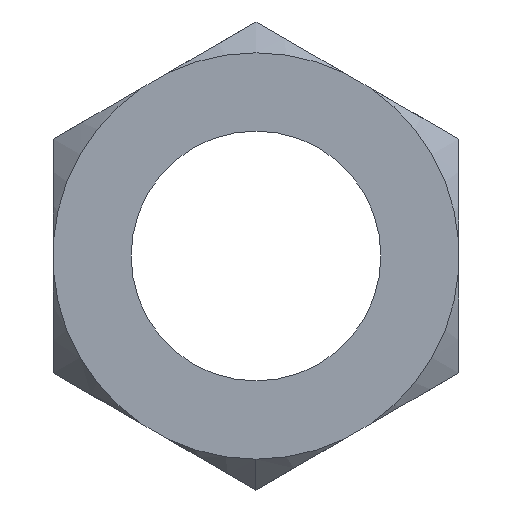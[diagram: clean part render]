
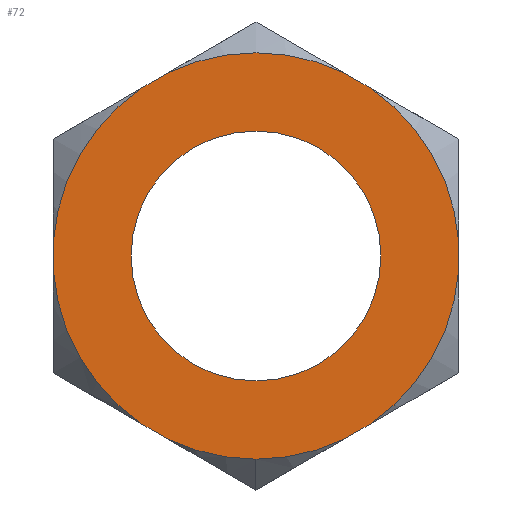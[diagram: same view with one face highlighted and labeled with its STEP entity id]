
A CAD part, front view. The second image highlights one B-rep face of the part: STEP entity #72.
In plain terms, the highlighted planar face has unit normal (0, -1, 0).
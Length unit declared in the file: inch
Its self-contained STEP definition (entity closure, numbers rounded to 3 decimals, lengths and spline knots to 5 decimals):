
#5 = CARTESIAN_POINT ( 'NONE',  ( 0.46875, -0.1875, 0.03426 ) ) ;
#7 = CARTESIAN_POINT ( 'NONE',  ( -0.46875, -0.1875, 0.27063 ) ) ;
#9 = VERTEX_POINT ( 'NONE', #574 ) ;
#11 = CARTESIAN_POINT ( 'NONE',  ( 0.46875, -0.1875, -0.03426 ) ) ;
#14 = DIRECTION ( 'NONE',  ( 0., 0., 1. ) ) ;
#16 = CARTESIAN_POINT ( 'NONE',  ( 0.46875, -0.1875, -0.27063 ) ) ;
#27 = CARTESIAN_POINT ( 'NONE',  ( -0.20471, -0.1875, 0.42308 ) ) ;
#29 = LINE ( 'NONE', #647, #833 ) ;
#33 = LINE ( 'NONE', #16, #877 ) ;
#34 = AXIS2_PLACEMENT_3D ( 'NONE', #682, #224, #765 ) ;
#40 = VERTEX_POINT ( 'NONE', #27 ) ;
#53 = VERTEX_POINT ( 'NONE', #981 ) ;
#60 = DIRECTION ( 'NONE',  ( 0., 0., 1. ) ) ;
#63 = VERTEX_POINT ( 'NONE', #510 ) ;
#67 = EDGE_CURVE ( 'NONE', #970, #304, #528, .T. ) ;
#72 = ADVANCED_FACE ( 'NONE', ( #349, #137 ), #900, .F. ) ;
#73 = CARTESIAN_POINT ( 'NONE',  ( 0., -0.1875, 0. ) ) ;
#85 = AXIS2_PLACEMENT_3D ( 'NONE', #997, #526, #60 ) ;
#93 = CIRCLE ( 'NONE', #575, 0.47 ) ;
#103 = LINE ( 'NONE', #754, #515 ) ;
#118 = LINE ( 'NONE', #7, #550 ) ;
#125 = ORIENTED_EDGE ( 'NONE', *, *, #956, .F. ) ;
#128 = CIRCLE ( 'NONE', #34, 0.47 ) ;
#130 = CARTESIAN_POINT ( 'NONE',  ( 0., -0.1875, 0. ) ) ;
#137 = FACE_OUTER_BOUND ( 'NONE', #348, .T. ) ;
#151 = DIRECTION ( 'NONE',  ( 0., 0., 1. ) ) ;
#154 = CIRCLE ( 'NONE', #486, 0.28905 ) ;
#159 = DIRECTION ( 'NONE',  ( 0., 1., 0. ) ) ;
#166 = CARTESIAN_POINT ( 'NONE',  ( 0.26404, -0.1875, 0.38882 ) ) ;
#183 = CARTESIAN_POINT ( 'NONE',  ( -0.26404, -0.1875, -0.38882 ) ) ;
#187 = VERTEX_POINT ( 'NONE', #311 ) ;
#190 = ORIENTED_EDGE ( 'NONE', *, *, #782, .F. ) ;
#209 = DIRECTION ( 'NONE',  ( 0., 1., 0. ) ) ;
#210 = LINE ( 'NONE', #939, #335 ) ;
#212 = DIRECTION ( 'NONE',  ( 0., 0., 1. ) ) ;
#224 = DIRECTION ( 'NONE',  ( 0., 1., 0. ) ) ;
#226 = EDGE_CURVE ( 'NONE', #255, #350, #257, .T. ) ;
#231 = ORIENTED_EDGE ( 'NONE', *, *, #876, .F. ) ;
#243 = CARTESIAN_POINT ( 'NONE',  ( 0., -0.1875, 0.28905 ) ) ;
#255 = VERTEX_POINT ( 'NONE', #243 ) ;
#257 = CIRCLE ( 'NONE', #696, 0.28905 ) ;
#268 = ORIENTED_EDGE ( 'NONE', *, *, #767, .F. ) ;
#280 = EDGE_CURVE ( 'NONE', #350, #255, #154, .T. ) ;
#288 = DIRECTION ( 'NONE',  ( 0., 1., 0. ) ) ;
#304 = VERTEX_POINT ( 'NONE', #5 ) ;
#308 = VERTEX_POINT ( 'NONE', #558 ) ;
#311 = CARTESIAN_POINT ( 'NONE',  ( 0.26404, -0.1875, -0.38882 ) ) ;
#318 = ORIENTED_EDGE ( 'NONE', *, *, #609, .F. ) ;
#327 = ORIENTED_EDGE ( 'NONE', *, *, #831, .F. ) ;
#335 = VECTOR ( 'NONE', #468, 39.37008 ) ;
#342 = VECTOR ( 'NONE', #610, 39.37008 ) ;
#348 = EDGE_LOOP ( 'NONE', ( #640, #497, #784, #125, #268, #481, #318, #190, #327, #231, #889, #821, #749 ) ) ;
#349 = FACE_BOUND ( 'NONE', #452, .T. ) ;
#350 = VERTEX_POINT ( 'NONE', #411 ) ;
#366 = DIRECTION ( 'NONE',  ( 0., 1., 0. ) ) ;
#383 = EDGE_CURVE ( 'NONE', #304, #968, #29, .T. ) ;
#390 = DIRECTION ( 'NONE',  ( 0., 1., 0. ) ) ;
#402 = DIRECTION ( 'NONE',  ( -0.866, 0., -0.5 ) ) ;
#404 = VERTEX_POINT ( 'NONE', #183 ) ;
#409 = ORIENTED_EDGE ( 'NONE', *, *, #226, .T. ) ;
#411 = CARTESIAN_POINT ( 'NONE',  ( 0., -0.1875, -0.28905 ) ) ;
#413 = CIRCLE ( 'NONE', #945, 0.47 ) ;
#452 = EDGE_LOOP ( 'NONE', ( #409, #711 ) ) ;
#468 = DIRECTION ( 'NONE',  ( 0., 0., 1. ) ) ;
#472 = DIRECTION ( 'NONE',  ( 0., 1., 0. ) ) ;
#481 = ORIENTED_EDGE ( 'NONE', *, *, #930, .F. ) ;
#486 = AXIS2_PLACEMENT_3D ( 'NONE', #949, #472, #14 ) ;
#496 = AXIS2_PLACEMENT_3D ( 'NONE', #130, #673, #212 ) ;
#497 = ORIENTED_EDGE ( 'NONE', *, *, #737, .F. ) ;
#510 = CARTESIAN_POINT ( 'NONE',  ( -0.46875, -0.1875, -0.03426 ) ) ;
#515 = VECTOR ( 'NONE', #984, 39.37008 ) ;
#526 = DIRECTION ( 'NONE',  ( 0., 1., 0. ) ) ;
#528 = CIRCLE ( 'NONE', #823, 0.47 ) ;
#532 = CARTESIAN_POINT ( 'NONE',  ( 0., -0.1875, 0.54127 ) ) ;
#537 = CIRCLE ( 'NONE', #941, 0.47 ) ;
#547 = CIRCLE ( 'NONE', #496, 0.47 ) ;
#550 = VECTOR ( 'NONE', #552, 39.37008 ) ;
#552 = DIRECTION ( 'NONE',  ( 0.866, 0., 0.5 ) ) ;
#558 = CARTESIAN_POINT ( 'NONE',  ( -0.26404, -0.1875, 0.38882 ) ) ;
#574 = CARTESIAN_POINT ( 'NONE',  ( 0.20471, -0.1875, -0.42308 ) ) ;
#575 = AXIS2_PLACEMENT_3D ( 'NONE', #829, #366, #909 ) ;
#579 = VERTEX_POINT ( 'NONE', #902 ) ;
#593 = CARTESIAN_POINT ( 'NONE',  ( 0., -0.1875, 0. ) ) ;
#609 = EDGE_CURVE ( 'NONE', #404, #63, #93, .T. ) ;
#610 = DIRECTION ( 'NONE',  ( 0.866, 0., -0.5 ) ) ;
#621 = DIRECTION ( 'NONE',  ( 0., 1., 0. ) ) ;
#625 = CARTESIAN_POINT ( 'NONE',  ( 0., -0.1875, 0. ) ) ;
#626 = VERTEX_POINT ( 'NONE', #988 ) ;
#640 = ORIENTED_EDGE ( 'NONE', *, *, #67, .F. ) ;
#647 = CARTESIAN_POINT ( 'NONE',  ( 0.46875, -0.1875, 0.27063 ) ) ;
#663 = AXIS2_PLACEMENT_3D ( 'NONE', #593, #288, #828 ) ;
#669 = CARTESIAN_POINT ( 'NONE',  ( 0., -0.1875, 0. ) ) ;
#673 = DIRECTION ( 'NONE',  ( 0., 1., 0. ) ) ;
#682 = CARTESIAN_POINT ( 'NONE',  ( 0., -0.1875, 0. ) ) ;
#696 = AXIS2_PLACEMENT_3D ( 'NONE', #857, #390, #934 ) ;
#704 = DIRECTION ( 'NONE',  ( 0., 0., 1. ) ) ;
#711 = ORIENTED_EDGE ( 'NONE', *, *, #280, .T. ) ;
#722 = DIRECTION ( 'NONE',  ( 0., 0., -1. ) ) ;
#737 = EDGE_CURVE ( 'NONE', #626, #970, #753, .T. ) ;
#749 = ORIENTED_EDGE ( 'NONE', *, *, #383, .F. ) ;
#752 = DIRECTION ( 'NONE',  ( 0., 0., 1. ) ) ;
#753 = LINE ( 'NONE', #532, #342 ) ;
#754 = CARTESIAN_POINT ( 'NONE',  ( 0., -0.1875, -0.54127 ) ) ;
#765 = DIRECTION ( 'NONE',  ( 0., 0., 1. ) ) ;
#767 = EDGE_CURVE ( 'NONE', #579, #308, #547, .T. ) ;
#782 = EDGE_CURVE ( 'NONE', #991, #404, #103, .T. ) ;
#784 = ORIENTED_EDGE ( 'NONE', *, *, #922, .F. ) ;
#790 = CARTESIAN_POINT ( 'NONE',  ( -0.20471, -0.1875, -0.42308 ) ) ;
#821 = ORIENTED_EDGE ( 'NONE', *, *, #843, .F. ) ;
#823 = AXIS2_PLACEMENT_3D ( 'NONE', #669, #209, #752 ) ;
#828 = DIRECTION ( 'NONE',  ( 0., 0., 1. ) ) ;
#829 = CARTESIAN_POINT ( 'NONE',  ( 0., -0.1875, 0. ) ) ;
#831 = EDGE_CURVE ( 'NONE', #53, #991, #936, .T. ) ;
#833 = VECTOR ( 'NONE', #722, 39.37008 ) ;
#843 = EDGE_CURVE ( 'NONE', #968, #187, #128, .T. ) ;
#857 = CARTESIAN_POINT ( 'NONE',  ( 0., -0.1875, 0. ) ) ;
#876 = EDGE_CURVE ( 'NONE', #9, #53, #413, .T. ) ;
#877 = VECTOR ( 'NONE', #402, 39.37008 ) ;
#889 = ORIENTED_EDGE ( 'NONE', *, *, #1011, .F. ) ;
#900 = PLANE ( 'NONE',  #663 ) ;
#902 = CARTESIAN_POINT ( 'NONE',  ( -0.46875, -0.1875, 0.03426 ) ) ;
#909 = DIRECTION ( 'NONE',  ( 0., 0., 1. ) ) ;
#922 = EDGE_CURVE ( 'NONE', #40, #626, #537, .T. ) ;
#930 = EDGE_CURVE ( 'NONE', #63, #579, #210, .T. ) ;
#934 = DIRECTION ( 'NONE',  ( 0., 0., 1. ) ) ;
#936 = CIRCLE ( 'NONE', #85, 0.47 ) ;
#939 = CARTESIAN_POINT ( 'NONE',  ( -0.46875, -0.1875, -0.27063 ) ) ;
#941 = AXIS2_PLACEMENT_3D ( 'NONE', #625, #159, #704 ) ;
#945 = AXIS2_PLACEMENT_3D ( 'NONE', #73, #621, #151 ) ;
#949 = CARTESIAN_POINT ( 'NONE',  ( 0., -0.1875, 0. ) ) ;
#956 = EDGE_CURVE ( 'NONE', #308, #40, #118, .T. ) ;
#968 = VERTEX_POINT ( 'NONE', #11 ) ;
#970 = VERTEX_POINT ( 'NONE', #166 ) ;
#981 = CARTESIAN_POINT ( 'NONE',  ( 0., -0.1875, -0.47 ) ) ;
#984 = DIRECTION ( 'NONE',  ( -0.866, 0., 0.5 ) ) ;
#988 = CARTESIAN_POINT ( 'NONE',  ( 0.20471, -0.1875, 0.42308 ) ) ;
#991 = VERTEX_POINT ( 'NONE', #790 ) ;
#997 = CARTESIAN_POINT ( 'NONE',  ( 0., -0.1875, 0. ) ) ;
#1011 = EDGE_CURVE ( 'NONE', #187, #9, #33, .T. ) ;
